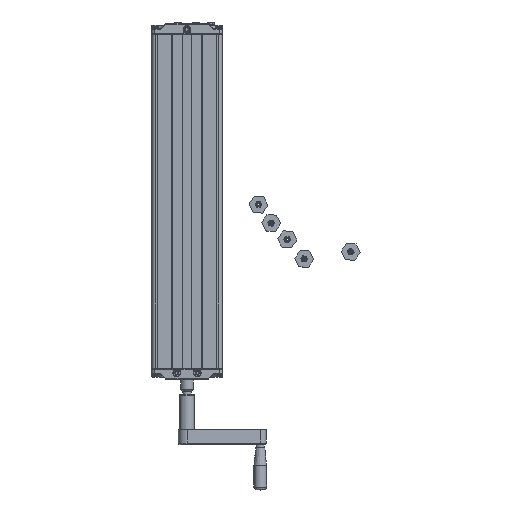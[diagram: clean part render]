
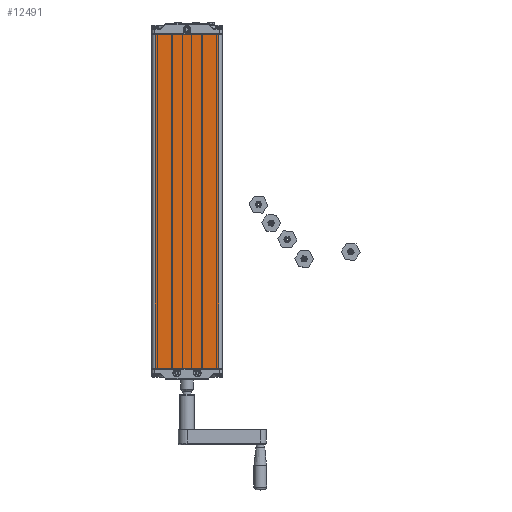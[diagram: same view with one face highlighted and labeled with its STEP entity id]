
A CAD part, top view. The second image highlights one B-rep face of the part: STEP entity #12491.
In plain terms, the highlighted planar face has unit normal (0, 0, 1).
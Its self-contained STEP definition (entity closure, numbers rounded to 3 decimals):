
#762=PLANE('',#13735);
#1020=FACE_OUTER_BOUND('',#1807,.T.);
#1807=EDGE_LOOP('',(#8501,#8502,#8503,#8504));
#2712=LINE('',#19968,#3581);
#2713=LINE('',#19970,#3582);
#2714=LINE('',#19972,#3583);
#2715=LINE('',#19973,#3584);
#3581=VECTOR('',#15567,569.5);
#3582=VECTOR('',#15568,108.);
#3583=VECTOR('',#15569,569.5);
#3584=VECTOR('',#15570,108.);
#5394=VERTEX_POINT('',#19966);
#5395=VERTEX_POINT('',#19967);
#5396=VERTEX_POINT('',#19969);
#5397=VERTEX_POINT('',#19971);
#6583=EDGE_CURVE('',#5394,#5395,#2712,.F.);
#6584=EDGE_CURVE('',#5395,#5396,#2713,.T.);
#6585=EDGE_CURVE('',#5396,#5397,#2714,.T.);
#6586=EDGE_CURVE('',#5397,#5394,#2715,.F.);
#8501=ORIENTED_EDGE('',*,*,#6583,.T.);
#8502=ORIENTED_EDGE('',*,*,#6584,.T.);
#8503=ORIENTED_EDGE('',*,*,#6585,.T.);
#8504=ORIENTED_EDGE('',*,*,#6586,.T.);
#12491=ADVANCED_FACE('',(#1020),#762,.T.);
#13735=AXIS2_PLACEMENT_3D('',#19965,#15565,#15566);
#15565=DIRECTION('center_axis',(0.,0.,1.));
#15566=DIRECTION('ref_axis',(1.,0.,0.));
#15567=DIRECTION('',(0.,-1.,0.));
#15568=DIRECTION('',(-1.,0.,0.));
#15569=DIRECTION('',(0.,-1.,0.));
#15570=DIRECTION('',(-1.,0.,0.));
#19965=CARTESIAN_POINT('Origin',(60.,570.5,30.));
#19966=CARTESIAN_POINT('',(54.,0.5,30.));
#19967=CARTESIAN_POINT('',(54.,570.,30.));
#19968=CARTESIAN_POINT('',(54.,570.,30.));
#19969=CARTESIAN_POINT('',(-54.,570.,30.));
#19970=CARTESIAN_POINT('',(54.,570.,30.));
#19971=CARTESIAN_POINT('',(-54.,0.5,30.));
#19972=CARTESIAN_POINT('',(-54.,570.,30.));
#19973=CARTESIAN_POINT('',(54.,0.5,30.));
